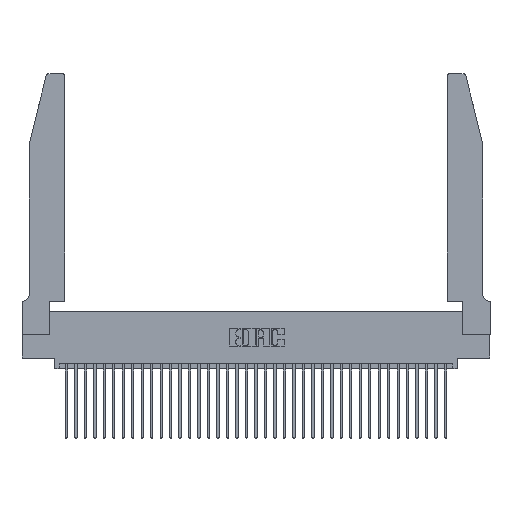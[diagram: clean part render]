
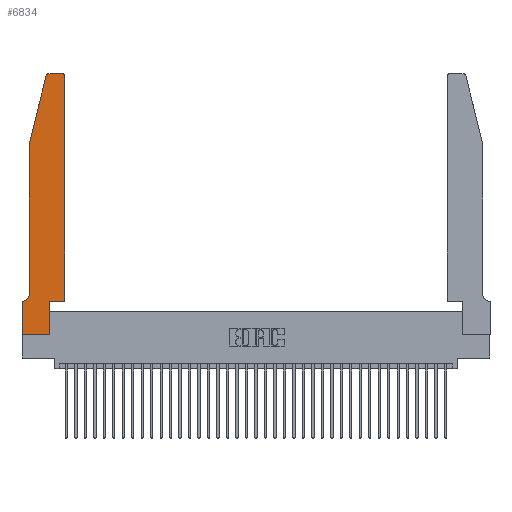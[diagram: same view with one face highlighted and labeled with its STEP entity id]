
A CAD part, top view. The second image highlights one B-rep face of the part: STEP entity #6834.
In plain terms, the highlighted planar face has unit normal (0, 0, 1).
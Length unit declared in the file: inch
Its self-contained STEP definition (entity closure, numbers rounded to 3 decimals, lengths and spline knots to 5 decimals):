
#371 = CARTESIAN_POINT ( 'NONE',  ( 0.4505, 0.35, 0.37 ) ) ;
#631 = ORIENTED_EDGE ( 'NONE', *, *, #24542, .T. ) ;
#641 = ORIENTED_EDGE ( 'NONE', *, *, #19785, .T. ) ;
#950 = DIRECTION ( 'NONE',  ( 0., 0., 1. ) ) ;
#988 = ORIENTED_EDGE ( 'NONE', *, *, #4847, .T. ) ;
#1469 = CARTESIAN_POINT ( 'NONE',  ( 0.4205, 2.75, 0.37 ) ) ;
#1628 = VECTOR ( 'NONE', #36324, 39.37008 ) ;
#1737 = VECTOR ( 'NONE', #31527, 39.37008 ) ;
#2662 = CARTESIAN_POINT ( 'NONE',  ( 0.4505, 2.72, 0.37 ) ) ;
#3196 = VERTEX_POINT ( 'NONE', #36229 ) ;
#3302 = VERTEX_POINT ( 'NONE', #16215 ) ;
#3433 = CIRCLE ( 'NONE', #15677, 0.03 ) ;
#3982 = EDGE_CURVE ( 'NONE', #36628, #3196, #18946, .T. ) ;
#4684 = VERTEX_POINT ( 'NONE', #28282 ) ;
#4833 = VECTOR ( 'NONE', #17648, 39.37008 ) ;
#4847 = EDGE_CURVE ( 'NONE', #4684, #11511, #16861, .T. ) ;
#5139 = ORIENTED_EDGE ( 'NONE', *, *, #31309, .T. ) ;
#5306 = LINE ( 'NONE', #21614, #15189 ) ;
#5520 = EDGE_CURVE ( 'NONE', #14759, #26946, #8315, .T. ) ;
#6660 = CARTESIAN_POINT ( 'NONE',  ( 0., 0.35, 0.37 ) ) ;
#6834 = ADVANCED_FACE ( 'NONE', ( #12075 ), #32511, .T. ) ;
#7474 = CARTESIAN_POINT ( 'NONE',  ( 0.2605, 2.75, 0.37 ) ) ;
#8315 = LINE ( 'NONE', #12960, #15047 ) ;
#8636 = CARTESIAN_POINT ( 'NONE',  ( 0.0755, 2., 0.37 ) ) ;
#9766 = AXIS2_PLACEMENT_3D ( 'NONE', #15144, #950, #35673 ) ;
#11002 = DIRECTION ( 'NONE',  ( 0., 0., 1. ) ) ;
#11511 = VERTEX_POINT ( 'NONE', #23379 ) ;
#11930 = VECTOR ( 'NONE', #28836, 39.37008 ) ;
#12075 = FACE_OUTER_BOUND ( 'NONE', #17569, .T. ) ;
#12960 = CARTESIAN_POINT ( 'NONE',  ( 0.4505, 0.35, 0.37 ) ) ;
#14552 = DIRECTION ( 'NONE',  ( 0., 0., -1. ) ) ;
#14672 = DIRECTION ( 'NONE',  ( 0., 1., 0. ) ) ;
#14759 = VERTEX_POINT ( 'NONE', #371 ) ;
#14848 = ORIENTED_EDGE ( 'NONE', *, *, #31469, .T. ) ;
#15047 = VECTOR ( 'NONE', #14672, 39.37008 ) ;
#15144 = CARTESIAN_POINT ( 'NONE',  ( 0., 0.35, 0.37 ) ) ;
#15189 = VECTOR ( 'NONE', #18011, 39.37008 ) ;
#15677 = AXIS2_PLACEMENT_3D ( 'NONE', #31111, #11002, #36675 ) ;
#15768 = DIRECTION ( 'NONE',  ( 0., 0., 1. ) ) ;
#16215 = CARTESIAN_POINT ( 'NONE',  ( 0.284, 2.75, 0.37 ) ) ;
#16669 = EDGE_CURVE ( 'NONE', #22937, #34583, #27334, .T. ) ;
#16736 = CARTESIAN_POINT ( 'NONE',  ( 0., 0., 0.37 ) ) ;
#16861 = LINE ( 'NONE', #36199, #1628 ) ;
#17158 = VECTOR ( 'NONE', #36427, 39.37008 ) ;
#17569 = EDGE_LOOP ( 'NONE', ( #35748, #5139, #35397, #20971, #28199, #641, #14848, #631, #988, #23105, #23412, #31489 ) ) ;
#17648 = DIRECTION ( 'NONE',  ( -0.239, -0.971, 0. ) ) ;
#17709 = VECTOR ( 'NONE', #26077, 39.37008 ) ;
#17896 = VERTEX_POINT ( 'NONE', #1469 ) ;
#18011 = DIRECTION ( 'NONE',  ( 1., 0., 0. ) ) ;
#18946 = CIRCLE ( 'NONE', #22327, 0.07 ) ;
#19103 = LINE ( 'NONE', #26074, #11930 ) ;
#19333 = CARTESIAN_POINT ( 'NONE',  ( 0.25487, 2.72718, 0.37 ) ) ;
#19569 = CARTESIAN_POINT ( 'NONE',  ( 0.0755, 2., 0.37 ) ) ;
#19740 = EDGE_CURVE ( 'NONE', #26946, #17896, #28990, .T. ) ;
#19785 = EDGE_CURVE ( 'NONE', #3196, #26058, #33965, .T. ) ;
#19845 = CARTESIAN_POINT ( 'NONE',  ( 0.0055, 0.42, 0.37 ) ) ;
#20037 = VERTEX_POINT ( 'NONE', #16736 ) ;
#20688 = AXIS2_PLACEMENT_3D ( 'NONE', #27270, #15768, #24474 ) ;
#20971 = ORIENTED_EDGE ( 'NONE', *, *, #23065, .T. ) ;
#21068 = LINE ( 'NONE', #7474, #23284 ) ;
#21614 = CARTESIAN_POINT ( 'NONE',  ( 0., 0., 0.37 ) ) ;
#22327 = AXIS2_PLACEMENT_3D ( 'NONE', #19845, #14552, #34757 ) ;
#22370 = LINE ( 'NONE', #19569, #1737 ) ;
#22937 = VERTEX_POINT ( 'NONE', #19333 ) ;
#23024 = CARTESIAN_POINT ( 'NONE',  ( 0.0755, 0.35, 0.37 ) ) ;
#23065 = EDGE_CURVE ( 'NONE', #34583, #36628, #22370, .T. ) ;
#23105 = ORIENTED_EDGE ( 'NONE', *, *, #33157, .T. ) ;
#23284 = VECTOR ( 'NONE', #24933, 39.37008 ) ;
#23379 = CARTESIAN_POINT ( 'NONE',  ( 0.2865, 0.35, 0.37 ) ) ;
#23412 = ORIENTED_EDGE ( 'NONE', *, *, #5520, .T. ) ;
#24058 = EDGE_CURVE ( 'NONE', #17896, #3302, #21068, .T. ) ;
#24474 = DIRECTION ( 'NONE',  ( 1., 0., 0. ) ) ;
#24542 = EDGE_CURVE ( 'NONE', #20037, #4684, #5306, .T. ) ;
#24842 = LINE ( 'NONE', #33549, #17158 ) ;
#24933 = DIRECTION ( 'NONE',  ( -1., 0., 0. ) ) ;
#26058 = VERTEX_POINT ( 'NONE', #6660 ) ;
#26074 = CARTESIAN_POINT ( 'NONE',  ( 0., 0., 0.37 ) ) ;
#26077 = DIRECTION ( 'NONE',  ( -1., 0., 0. ) ) ;
#26946 = VERTEX_POINT ( 'NONE', #2662 ) ;
#27270 = CARTESIAN_POINT ( 'NONE',  ( 0.4205, 2.72, 0.37 ) ) ;
#27334 = LINE ( 'NONE', #29373, #4833 ) ;
#28199 = ORIENTED_EDGE ( 'NONE', *, *, #3982, .T. ) ;
#28282 = CARTESIAN_POINT ( 'NONE',  ( 0.2865, 0., 0.37 ) ) ;
#28836 = DIRECTION ( 'NONE',  ( 0., -1., 0. ) ) ;
#28990 = CIRCLE ( 'NONE', #20688, 0.03 ) ;
#29373 = CARTESIAN_POINT ( 'NONE',  ( 0.0755, 2., 0.37 ) ) ;
#29616 = CARTESIAN_POINT ( 'NONE',  ( 0.0755, 0.42, 0.37 ) ) ;
#31111 = CARTESIAN_POINT ( 'NONE',  ( 0.284, 2.72, 0.37 ) ) ;
#31309 = EDGE_CURVE ( 'NONE', #3302, #22937, #3433, .T. ) ;
#31469 = EDGE_CURVE ( 'NONE', #26058, #20037, #19103, .T. ) ;
#31489 = ORIENTED_EDGE ( 'NONE', *, *, #19740, .T. ) ;
#31527 = DIRECTION ( 'NONE',  ( 0., -1., 0. ) ) ;
#32511 = PLANE ( 'NONE',  #9766 ) ;
#33157 = EDGE_CURVE ( 'NONE', #11511, #14759, #24842, .T. ) ;
#33549 = CARTESIAN_POINT ( 'NONE',  ( 0.4505, 0.35, 0.37 ) ) ;
#33965 = LINE ( 'NONE', #23024, #17709 ) ;
#34583 = VERTEX_POINT ( 'NONE', #8636 ) ;
#34757 = DIRECTION ( 'NONE',  ( -1., 0., 0. ) ) ;
#35397 = ORIENTED_EDGE ( 'NONE', *, *, #16669, .T. ) ;
#35673 = DIRECTION ( 'NONE',  ( 1., 0., 0. ) ) ;
#35748 = ORIENTED_EDGE ( 'NONE', *, *, #24058, .T. ) ;
#36199 = CARTESIAN_POINT ( 'NONE',  ( 0.2865, 0.35, 0.37 ) ) ;
#36229 = CARTESIAN_POINT ( 'NONE',  ( 0.0055, 0.35, 0.37 ) ) ;
#36324 = DIRECTION ( 'NONE',  ( 0., 1., 0. ) ) ;
#36427 = DIRECTION ( 'NONE',  ( 1., 0., 0. ) ) ;
#36628 = VERTEX_POINT ( 'NONE', #29616 ) ;
#36675 = DIRECTION ( 'NONE',  ( 1., 0., 0. ) ) ;
